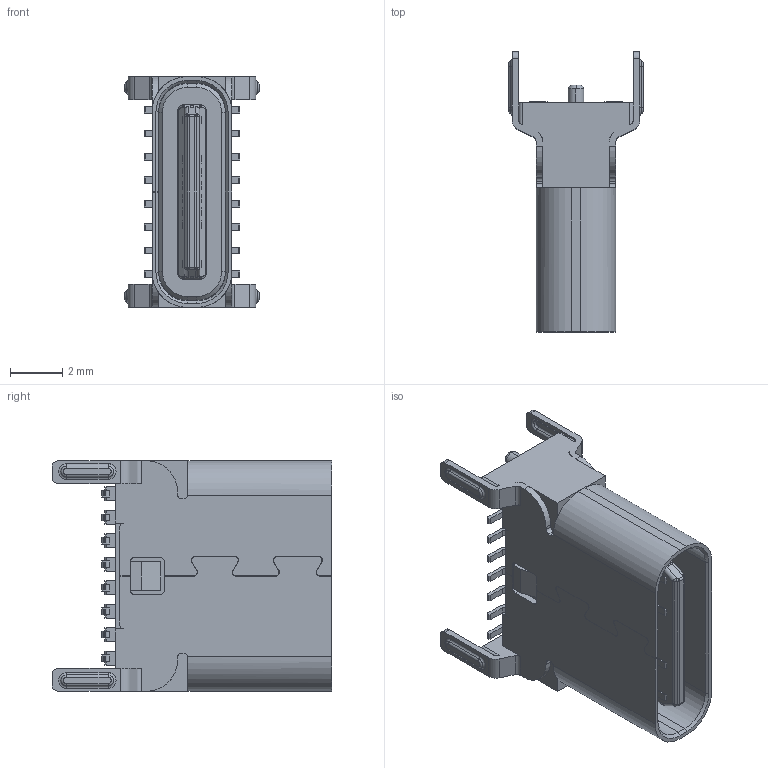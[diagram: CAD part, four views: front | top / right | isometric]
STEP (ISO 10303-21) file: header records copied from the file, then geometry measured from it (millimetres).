
FILE_DESCRIPTION((''),'2;1');
FILE_NAME('JX-TPC-LT-8_8','2024-08-30T',('long'),(''),'PRO/ENGINEER BY PARAMETRIC TECHNOLOGY CORPORATION, 2015240','PRO/ENGINEER BY PARAMETRIC TECHNOLOGY CORPORATION, 2015240','');
FILE_SCHEMA(('CONFIG_CONTROL_DESIGN','SHAPE_APPEARANCE_LAYERS_GROUPS'));
Length unit declared in the file: millimetre
Products named in the file (1): JX-TPC-LT-8_8
Bounding box: 5.14 x 10.72 x 8.84 mm (x, y, z)
Volume: 151.5 mm3; surface area: 486.2 mm2
Topology: 1 solids, 1 shells, 883 faces, 2489 edges, 1632 vertices
Faces by surface type: plane 589, cylinder 230, torus 32, bspline 20, cone 8, sphere 4
Entity records: 29706 total; most frequent: CARTESIAN_POINT 6554, ORIENTED_EDGE 4970, DIRECTION 4691, EDGE_CURVE 2485, VECTOR 1793, LINE 1793, VERTEX_POINT 1632, AXIS2_PLACEMENT_3D 1449
